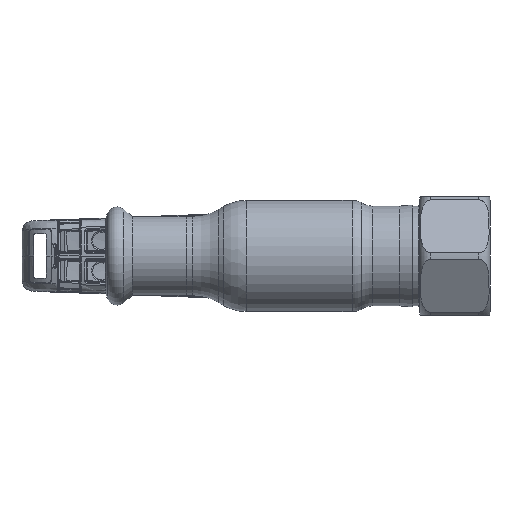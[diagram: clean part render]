
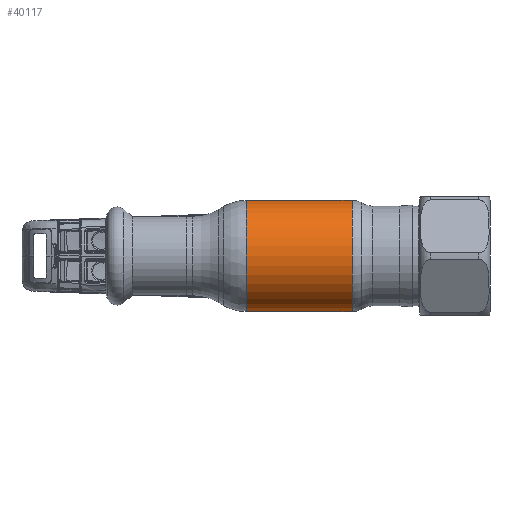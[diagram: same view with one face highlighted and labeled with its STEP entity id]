
A CAD part, front view. The second image highlights one B-rep face of the part: STEP entity #40117.
In plain terms, the highlighted cylindrical face has radius 15 mm (diameter 30 mm), a partial arc.
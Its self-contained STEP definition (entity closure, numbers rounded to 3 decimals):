
#4525 = DIRECTION ( 'NONE',  ( 0., 0., 1. ) ) ;
#5752 = FACE_OUTER_BOUND ( 'NONE', #62397, .T. ) ;
#6638 = CIRCLE ( 'NONE', #18900, 15. ) ;
#9095 = VECTOR ( 'NONE', #11240, 1000. ) ;
#9521 = CARTESIAN_POINT ( 'NONE',  ( 14.285, 0., -15. ) ) ;
#10051 = VERTEX_POINT ( 'NONE', #9521 ) ;
#10411 = AXIS2_PLACEMENT_3D ( 'NONE', #29800, #65276, #4525 ) ;
#11240 = DIRECTION ( 'NONE',  ( -1., 0., 0. ) ) ;
#11252 = DIRECTION ( 'NONE',  ( -1., 0., 0. ) ) ;
#11797 = CIRCLE ( 'NONE', #10411, 15. ) ;
#12944 = CARTESIAN_POINT ( 'NONE',  ( -14.285, 0., 15. ) ) ;
#14747 = CARTESIAN_POINT ( 'NONE',  ( -14.285, 0., -15. ) ) ;
#18156 = LINE ( 'NONE', #30668, #53025 ) ;
#18900 = AXIS2_PLACEMENT_3D ( 'NONE', #47440, #62984, #37293 ) ;
#20171 = LINE ( 'NONE', #20370, #9095 ) ;
#20370 = CARTESIAN_POINT ( 'NONE',  ( -62.69, 0., 15. ) ) ;
#21705 = EDGE_CURVE ( 'NONE', #10051, #53087, #11797, .T. ) ;
#25105 = ORIENTED_EDGE ( 'NONE', *, *, #51606, .T. ) ;
#27454 = CARTESIAN_POINT ( 'NONE',  ( -62.69, 0., 0. ) ) ;
#27479 = ORIENTED_EDGE ( 'NONE', *, *, #39449, .F. ) ;
#29800 = CARTESIAN_POINT ( 'NONE',  ( 14.285, 0., 0. ) ) ;
#30668 = CARTESIAN_POINT ( 'NONE',  ( -62.69, 0., -15. ) ) ;
#31199 = CARTESIAN_POINT ( 'NONE',  ( 14.285, 0., 15. ) ) ;
#33859 = VERTEX_POINT ( 'NONE', #14747 ) ;
#36687 = VERTEX_POINT ( 'NONE', #12944 ) ;
#36801 = EDGE_CURVE ( 'NONE', #10051, #33859, #18156, .T. ) ;
#37293 = DIRECTION ( 'NONE',  ( 0., 0., 1. ) ) ;
#39449 = EDGE_CURVE ( 'NONE', #33859, #36687, #6638, .T. ) ;
#40117 = ADVANCED_FACE ( 'NONE', ( #5752 ), #52541, .T. ) ;
#40488 = AXIS2_PLACEMENT_3D ( 'NONE', #27454, #11252, #46691 ) ;
#46691 = DIRECTION ( 'NONE',  ( 0., 0., 1. ) ) ;
#46911 = ORIENTED_EDGE ( 'NONE', *, *, #21705, .T. ) ;
#47440 = CARTESIAN_POINT ( 'NONE',  ( -14.285, 0., 0. ) ) ;
#48454 = ORIENTED_EDGE ( 'NONE', *, *, #36801, .F. ) ;
#51606 = EDGE_CURVE ( 'NONE', #53087, #36687, #20171, .T. ) ;
#52541 = CYLINDRICAL_SURFACE ( 'NONE', #40488, 15. ) ;
#53025 = VECTOR ( 'NONE', #60376, 1000. ) ;
#53087 = VERTEX_POINT ( 'NONE', #31199 ) ;
#60376 = DIRECTION ( 'NONE',  ( -1., 0., 0. ) ) ;
#62397 = EDGE_LOOP ( 'NONE', ( #48454, #46911, #25105, #27479 ) ) ;
#62984 = DIRECTION ( 'NONE',  ( -1., 0., 0. ) ) ;
#65276 = DIRECTION ( 'NONE',  ( -1., 0., 0. ) ) ;
